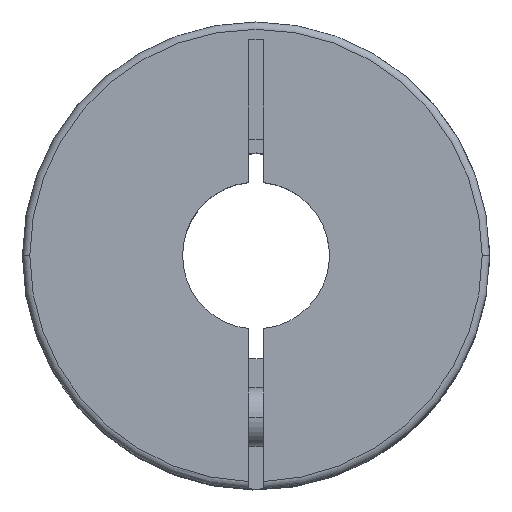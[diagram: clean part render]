
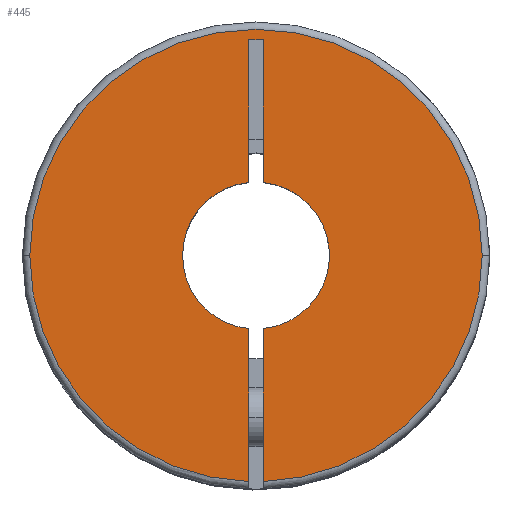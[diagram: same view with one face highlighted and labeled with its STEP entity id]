
A CAD part, top view. The second image highlights one B-rep face of the part: STEP entity #445.
In plain terms, the highlighted planar face has unit normal (0, 0, 1).
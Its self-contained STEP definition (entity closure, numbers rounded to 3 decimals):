
#20 = CARTESIAN_POINT ( 'NONE',  ( 0.5, 4.975, 0. ) ) ;
#49 = VECTOR ( 'NONE', #596, 1000. ) ;
#60 = FACE_OUTER_BOUND ( 'NONE', #3449, .T. ) ;
#102 = AXIS2_PLACEMENT_3D ( 'NONE', #1959, #3378, #3419 ) ;
#152 = LINE ( 'NONE', #471, #247 ) ;
#204 = DIRECTION ( 'NONE',  ( 0., 0., -1. ) ) ;
#247 = VECTOR ( 'NONE', #1005, 1000. ) ;
#248 = VERTEX_POINT ( 'NONE', #2372 ) ;
#290 = CARTESIAN_POINT ( 'NONE',  ( 0., 0., 0. ) ) ;
#321 = CARTESIAN_POINT ( 'NONE',  ( -15.4, 0., 0. ) ) ;
#334 = ORIENTED_EDGE ( 'NONE', *, *, #1768, .T. ) ;
#358 = LINE ( 'NONE', #3665, #49 ) ;
#395 = EDGE_CURVE ( 'NONE', #1865, #3463, #3737, .T. ) ;
#415 = VERTEX_POINT ( 'NONE', #2506 ) ;
#435 = CIRCLE ( 'NONE', #3658, 5. ) ;
#445 = ADVANCED_FACE ( 'NONE', ( #60 ), #3429, .F. ) ;
#471 = CARTESIAN_POINT ( 'NONE',  ( 0.5, -15.9, 0. ) ) ;
#491 = AXIS2_PLACEMENT_3D ( 'NONE', #1672, #204, #539 ) ;
#503 = ORIENTED_EDGE ( 'NONE', *, *, #3115, .F. ) ;
#513 = ORIENTED_EDGE ( 'NONE', *, *, #810, .F. ) ;
#539 = DIRECTION ( 'NONE',  ( -1., 0., 0. ) ) ;
#578 = AXIS2_PLACEMENT_3D ( 'NONE', #2566, #725, #1929 ) ;
#581 = AXIS2_PLACEMENT_3D ( 'NONE', #1090, #2288, #2624 ) ;
#596 = DIRECTION ( 'NONE',  ( 0., -1., 0. ) ) ;
#662 = EDGE_CURVE ( 'NONE', #2011, #1351, #3612, .T. ) ;
#725 = DIRECTION ( 'NONE',  ( 0., 0., -1. ) ) ;
#810 = EDGE_CURVE ( 'NONE', #3463, #3173, #3912, .T. ) ;
#852 = EDGE_CURVE ( 'NONE', #1847, #3098, #1658, .T. ) ;
#898 = ORIENTED_EDGE ( 'NONE', *, *, #2375, .F. ) ;
#923 = ORIENTED_EDGE ( 'NONE', *, *, #2003, .T. ) ;
#1005 = DIRECTION ( 'NONE',  ( 0., 1., 0. ) ) ;
#1090 = CARTESIAN_POINT ( 'NONE',  ( 0., 0., 0. ) ) ;
#1351 = VERTEX_POINT ( 'NONE', #2000 ) ;
#1391 = VERTEX_POINT ( 'NONE', #3506 ) ;
#1392 = AXIS2_PLACEMENT_3D ( 'NONE', #3768, #3468, #2280 ) ;
#1562 = EDGE_CURVE ( 'NONE', #2667, #1865, #152, .T. ) ;
#1640 = CARTESIAN_POINT ( 'NONE',  ( 15.4, 0., 0. ) ) ;
#1658 = CIRCLE ( 'NONE', #3866, 15.4 ) ;
#1672 = CARTESIAN_POINT ( 'NONE',  ( 0., 0., 0. ) ) ;
#1709 = DIRECTION ( 'NONE',  ( 0., 0., -1. ) ) ;
#1768 = EDGE_CURVE ( 'NONE', #2667, #1391, #435, .T. ) ;
#1794 = DIRECTION ( 'NONE',  ( -1., 0., 0. ) ) ;
#1847 = VERTEX_POINT ( 'NONE', #3911 ) ;
#1848 = CARTESIAN_POINT ( 'NONE',  ( 0.5, -15.9, 0. ) ) ;
#1851 = DIRECTION ( 'NONE',  ( 0., -1., 0. ) ) ;
#1865 = VERTEX_POINT ( 'NONE', #1869 ) ;
#1869 = CARTESIAN_POINT ( 'NONE',  ( 0.5, 14.7, 0. ) ) ;
#1891 = DIRECTION ( 'NONE',  ( -1., 0., 0. ) ) ;
#1929 = DIRECTION ( 'NONE',  ( 0., -1., 0. ) ) ;
#1959 = CARTESIAN_POINT ( 'NONE',  ( 0., 0., 0. ) ) ;
#2000 = CARTESIAN_POINT ( 'NONE',  ( 0.5, -15.392, 0. ) ) ;
#2003 = EDGE_CURVE ( 'NONE', #248, #415, #2781, .T. ) ;
#2011 = VERTEX_POINT ( 'NONE', #1640 ) ;
#2081 = ORIENTED_EDGE ( 'NONE', *, *, #662, .F. ) ;
#2280 = DIRECTION ( 'NONE',  ( -1., 0., 0. ) ) ;
#2288 = DIRECTION ( 'NONE',  ( 0., 0., -1. ) ) ;
#2349 = EDGE_CURVE ( 'NONE', #1351, #1391, #3058, .T. ) ;
#2372 = CARTESIAN_POINT ( 'NONE',  ( -0.5, -4.975, 0. ) ) ;
#2375 = EDGE_CURVE ( 'NONE', #3098, #2011, #3133, .T. ) ;
#2383 = DIRECTION ( 'NONE',  ( 0., 0., -1. ) ) ;
#2424 = CARTESIAN_POINT ( 'NONE',  ( -0.5, 14.7, 0. ) ) ;
#2506 = CARTESIAN_POINT ( 'NONE',  ( -5., 0., 0. ) ) ;
#2566 = CARTESIAN_POINT ( 'NONE',  ( 0., 0., 0. ) ) ;
#2624 = DIRECTION ( 'NONE',  ( -1., 0., 0. ) ) ;
#2652 = ORIENTED_EDGE ( 'NONE', *, *, #852, .F. ) ;
#2667 = VERTEX_POINT ( 'NONE', #20 ) ;
#2692 = DIRECTION ( 'NONE',  ( -1., 0., 0. ) ) ;
#2704 = VECTOR ( 'NONE', #3043, 1000. ) ;
#2774 = CARTESIAN_POINT ( 'NONE',  ( 0.5, 14.7, 0. ) ) ;
#2777 = ORIENTED_EDGE ( 'NONE', *, *, #395, .F. ) ;
#2781 = CIRCLE ( 'NONE', #1392, 5. ) ;
#2979 = ORIENTED_EDGE ( 'NONE', *, *, #2349, .F. ) ;
#3043 = DIRECTION ( 'NONE',  ( 0., 1., 0. ) ) ;
#3058 = LINE ( 'NONE', #1848, #2704 ) ;
#3098 = VERTEX_POINT ( 'NONE', #321 ) ;
#3104 = CARTESIAN_POINT ( 'NONE',  ( -0.5, 4.975, 0. ) ) ;
#3115 = EDGE_CURVE ( 'NONE', #248, #1847, #358, .T. ) ;
#3133 = CIRCLE ( 'NONE', #102, 15.4 ) ;
#3163 = VECTOR ( 'NONE', #1891, 1000. ) ;
#3173 = VERTEX_POINT ( 'NONE', #3104 ) ;
#3211 = CIRCLE ( 'NONE', #491, 5. ) ;
#3256 = EDGE_CURVE ( 'NONE', #415, #3173, #3211, .T. ) ;
#3327 = ORIENTED_EDGE ( 'NONE', *, *, #1562, .F. ) ;
#3378 = DIRECTION ( 'NONE',  ( 0., 0., -1. ) ) ;
#3419 = DIRECTION ( 'NONE',  ( -1., 0., 0. ) ) ;
#3429 = PLANE ( 'NONE',  #578 ) ;
#3449 = EDGE_LOOP ( 'NONE', ( #2652, #503, #923, #3806, #513, #2777, #3327, #334, #2979, #2081, #898 ) ) ;
#3463 = VERTEX_POINT ( 'NONE', #3896 ) ;
#3468 = DIRECTION ( 'NONE',  ( 0., 0., -1. ) ) ;
#3506 = CARTESIAN_POINT ( 'NONE',  ( 0.5, -4.975, 0. ) ) ;
#3538 = CARTESIAN_POINT ( 'NONE',  ( 0., 0., 0. ) ) ;
#3612 = CIRCLE ( 'NONE', #581, 15.4 ) ;
#3658 = AXIS2_PLACEMENT_3D ( 'NONE', #3538, #1709, #2692 ) ;
#3665 = CARTESIAN_POINT ( 'NONE',  ( -0.5, 14.7, 0. ) ) ;
#3734 = VECTOR ( 'NONE', #1851, 1000. ) ;
#3737 = LINE ( 'NONE', #2774, #3163 ) ;
#3768 = CARTESIAN_POINT ( 'NONE',  ( 0., 0., 0. ) ) ;
#3806 = ORIENTED_EDGE ( 'NONE', *, *, #3256, .T. ) ;
#3866 = AXIS2_PLACEMENT_3D ( 'NONE', #290, #2383, #1794 ) ;
#3896 = CARTESIAN_POINT ( 'NONE',  ( -0.5, 14.7, 0. ) ) ;
#3911 = CARTESIAN_POINT ( 'NONE',  ( -0.5, -15.392, 0. ) ) ;
#3912 = LINE ( 'NONE', #2424, #3734 ) ;
